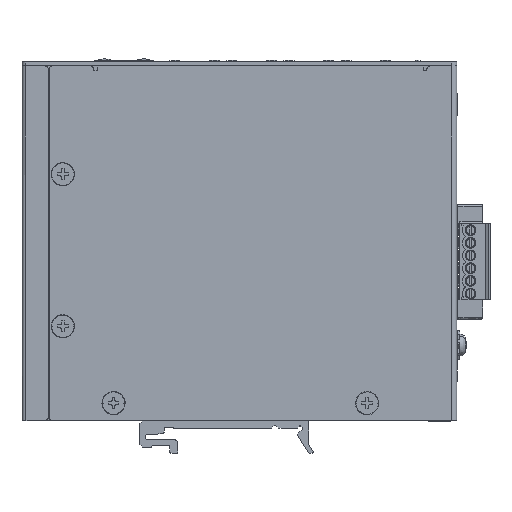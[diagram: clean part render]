
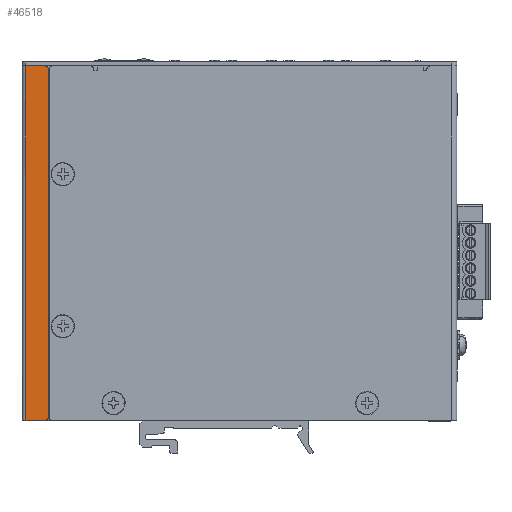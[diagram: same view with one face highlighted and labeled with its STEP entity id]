
A CAD part, left-side view. The second image highlights one B-rep face of the part: STEP entity #46518.
In plain terms, the highlighted free-form (B-spline) face has degree [1, 1] with [2, 2] control points.
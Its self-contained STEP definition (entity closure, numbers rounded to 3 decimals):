
#1758 = VERTEX_POINT ( 'NONE', #102111 ) ;
#3083 = VERTEX_POINT ( 'NONE', #88650 ) ;
#3443 = CARTESIAN_POINT ( 'NONE',  ( 6887.437, -2445.749, -1.092 ) ) ;
#4425 = B_SPLINE_CURVE_WITH_KNOTS ( 'NONE', 3,
 ( #29040, #100392, #40961, #124313, #52968, #136295 ),
 .UNSPECIFIED., .F., .F.,
 ( 4, 2, 4 ),
 ( 0., 0.785, 1.571 ),
 .UNSPECIFIED. ) ;
#5621 = VERTEX_POINT ( 'NONE', #84090 ) ;
#11931 = CARTESIAN_POINT ( 'NONE',  ( 6887.437, -2450.92, -1.092 ) ) ;
#17675 = CARTESIAN_POINT ( 'NONE',  ( 6887.437, -2445.749, -98.996 ) ) ;
#18748 = CARTESIAN_POINT ( 'NONE',  ( 6887.437, -2451.92, -2.092 ) ) ;
#20994 = CARTESIAN_POINT ( 'NONE',  ( 6887.437, -2451.92, -1.092 ) ) ;
#25007 = VERTEX_POINT ( 'NONE', #17675 ) ;
#29040 = CARTESIAN_POINT ( 'NONE',  ( 6887.437, -2451.92, -2.092 ) ) ;
#34362 = B_SPLINE_CURVE_WITH_KNOTS ( 'NONE', 1,
 ( #133402, #50105 ),
 .UNSPECIFIED., .F., .F.,
 ( 2, 2 ),
 ( 0., 1. ),
 .UNSPECIFIED. ) ;
#40961 = CARTESIAN_POINT ( 'NONE',  ( 6887.437, -2451.813, -1.57 ) ) ;
#46518 = ADVANCED_FACE ( 'NONE', ( #151889 ), #89293, .T. ) ;
#47288 = ORIENTED_EDGE ( 'NONE', *, *, #64524, .T. ) ;
#49087 = B_SPLINE_CURVE_WITH_KNOTS ( 'NONE', 3,
 ( #111959, #123940, #52589, #135913, #64577, #147889 ),
 .UNSPECIFIED., .F., .F.,
 ( 4, 2, 4 ),
 ( 0., 0.785, 1.571 ),
 .UNSPECIFIED. ) ;
#49709 = B_SPLINE_CURVE_WITH_KNOTS ( 'NONE', 1,
 ( #89282, #124652 ),
 .UNSPECIFIED., .F., .F.,
 ( 2, 2 ),
 ( 0., 1. ),
 .UNSPECIFIED. ) ;
#50105 = CARTESIAN_POINT ( 'NONE',  ( 6887.437, -2450.92, -98.992 ) ) ;
#50653 = B_SPLINE_CURVE_WITH_KNOTS ( 'NONE', 1,
 ( #3443, #62802 ),
 .UNSPECIFIED., .F., .F.,
 ( 2, 2 ),
 ( 0., 1. ),
 .UNSPECIFIED. ) ;
#52589 = CARTESIAN_POINT ( 'NONE',  ( 6887.437, -2451.442, -98.885 ) ) ;
#52968 = CARTESIAN_POINT ( 'NONE',  ( 6887.437, -2451.183, -1.092 ) ) ;
#57962 = ORIENTED_EDGE ( 'NONE', *, *, #124355, .F. ) ;
#59604 = VERTEX_POINT ( 'NONE', #18748 ) ;
#59830 = VERTEX_POINT ( 'NONE', #106719 ) ;
#62802 = CARTESIAN_POINT ( 'NONE',  ( 6887.437, -2445.749, -98.996 ) ) ;
#64524 = EDGE_CURVE ( 'NONE', #3083, #59830, #115666, .T. ) ;
#64577 = CARTESIAN_POINT ( 'NONE',  ( 6887.437, -2451.92, -98.254 ) ) ;
#67701 = ORIENTED_EDGE ( 'NONE', *, *, #105468, .T. ) ;
#68595 = EDGE_LOOP ( 'NONE', ( #47288, #101060, #101368, #67701, #57962, #92233 ) ) ;
#80378 = CARTESIAN_POINT ( 'NONE',  ( 6887.437, -2445.749, -1.092 ) ) ;
#83226 = CARTESIAN_POINT ( 'NONE',  ( 6887.437, -2445.749, -1.092 ) ) ;
#84090 = CARTESIAN_POINT ( 'NONE',  ( 6887.437, -2450.92, -98.992 ) ) ;
#85562 = EDGE_CURVE ( 'NONE', #59830, #25007, #50653, .T. ) ;
#88650 = CARTESIAN_POINT ( 'NONE',  ( 6887.437, -2450.92, -1.092 ) ) ;
#89282 = CARTESIAN_POINT ( 'NONE',  ( 6887.437, -2451.92, -2.092 ) ) ;
#89293 = B_SPLINE_SURFACE_WITH_KNOTS ( 'NONE', 1, 1, ( 
 ( #139179, #80378 ),
 ( #92359, #20994 ) ),
 .UNSPECIFIED., .F., .F., .F.,
 ( 2, 2 ),
 ( 2, 2 ),
 ( 0., 1. ),
 ( 0., 1. ),
 .UNSPECIFIED. ) ;
#92233 = ORIENTED_EDGE ( 'NONE', *, *, #128747, .T. ) ;
#92359 = CARTESIAN_POINT ( 'NONE',  ( 6887.437, -2451.92, -98.992 ) ) ;
#92455 = EDGE_CURVE ( 'NONE', #25007, #5621, #34362, .T. ) ;
#100392 = CARTESIAN_POINT ( 'NONE',  ( 6887.437, -2451.92, -1.829 ) ) ;
#101060 = ORIENTED_EDGE ( 'NONE', *, *, #85562, .T. ) ;
#101368 = ORIENTED_EDGE ( 'NONE', *, *, #92455, .T. ) ;
#102111 = CARTESIAN_POINT ( 'NONE',  ( 6887.437, -2451.92, -97.992 ) ) ;
#105468 = EDGE_CURVE ( 'NONE', #5621, #1758, #49087, .T. ) ;
#106719 = CARTESIAN_POINT ( 'NONE',  ( 6887.437, -2445.749, -1.092 ) ) ;
#111959 = CARTESIAN_POINT ( 'NONE',  ( 6887.437, -2450.92, -98.992 ) ) ;
#115666 = B_SPLINE_CURVE_WITH_KNOTS ( 'NONE', 1,
 ( #11931, #83226 ),
 .UNSPECIFIED., .F., .F.,
 ( 2, 2 ),
 ( 0., 1. ),
 .UNSPECIFIED. ) ;
#123940 = CARTESIAN_POINT ( 'NONE',  ( 6887.437, -2451.183, -98.992 ) ) ;
#124313 = CARTESIAN_POINT ( 'NONE',  ( 6887.437, -2451.442, -1.199 ) ) ;
#124355 = EDGE_CURVE ( 'NONE', #59604, #1758, #49709, .T. ) ;
#124652 = CARTESIAN_POINT ( 'NONE',  ( 6887.437, -2451.92, -97.992 ) ) ;
#128747 = EDGE_CURVE ( 'NONE', #59604, #3083, #4425, .T. ) ;
#133402 = CARTESIAN_POINT ( 'NONE',  ( 6887.437, -2445.749, -98.996 ) ) ;
#135913 = CARTESIAN_POINT ( 'NONE',  ( 6887.437, -2451.813, -98.513 ) ) ;
#136295 = CARTESIAN_POINT ( 'NONE',  ( 6887.437, -2450.92, -1.092 ) ) ;
#139179 = CARTESIAN_POINT ( 'NONE',  ( 6887.437, -2445.749, -98.992 ) ) ;
#147889 = CARTESIAN_POINT ( 'NONE',  ( 6887.437, -2451.92, -97.992 ) ) ;
#151889 = FACE_OUTER_BOUND ( 'NONE', #68595, .T. ) ;
